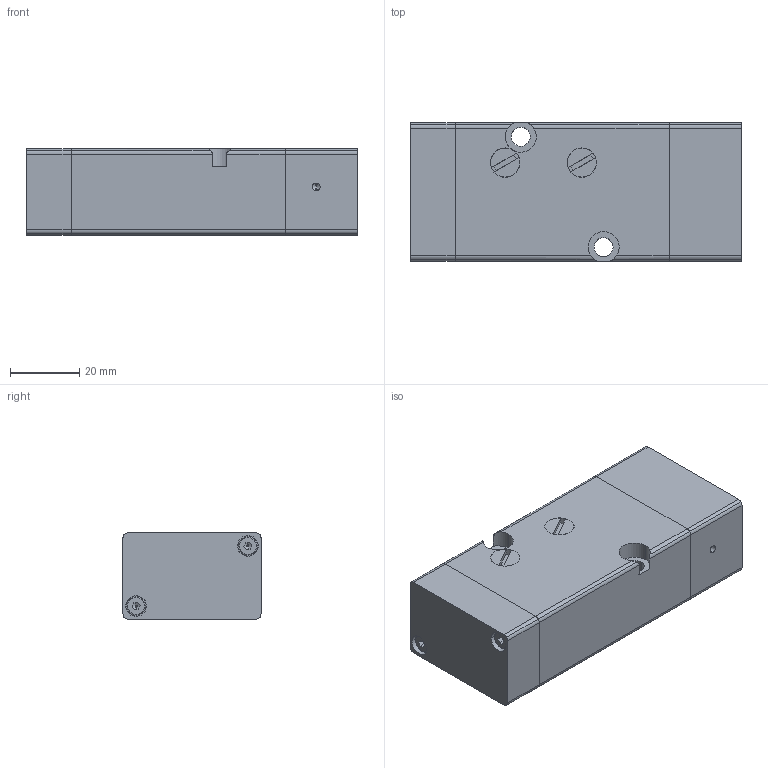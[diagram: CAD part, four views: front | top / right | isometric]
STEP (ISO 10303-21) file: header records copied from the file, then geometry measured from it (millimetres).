
FILE_DESCRIPTION((''),'2;1');
FILE_NAME('01_013_4.stp','2003-01-01T22:32:06',('Branislav Petkovic'),('AZ Pneumatica'),'AutoCAD STEP 2000i','AutoCAD 2000i','Via J. F. Kennedy, 26, 20020 Misinto (MI), ITALY');
FILE_SCHEMA(('CONFIG_CONTROL_DESIGN'));
Length unit declared in the file: millimetre
Products named in the file (7): 01_013_4; 582 TELO; PART1; X82 OPRUGA; PART2; X82 PNEUMATIKA; PART2A
Assembly tree (6 placements, depth 3):
  01_013_4
    582 TELO
      PART1
    X82 OPRUGA
      PART2
    X82 PNEUMATIKA
      PART2A
Bounding box: 96 x 40 x 25 mm (x, y, z)
Surface area: 22841.8 mm2 (no closed solid volume)
Topology: 0 solids, 3 shells, 273 faces, 734 edges, 487 vertices
Faces by surface type: cylinder 166, plane 77, bspline 16, cone 14
Entity records: 19571 total; most frequent: CARTESIAN_POINT 12909, ORIENTED_EDGE 1464, DIRECTION 1229, EDGE_CURVE 732, VERTEX_POINT 487, AXIS2_PLACEMENT_3D 474, EDGE_LOOP 299, VECTOR 281
